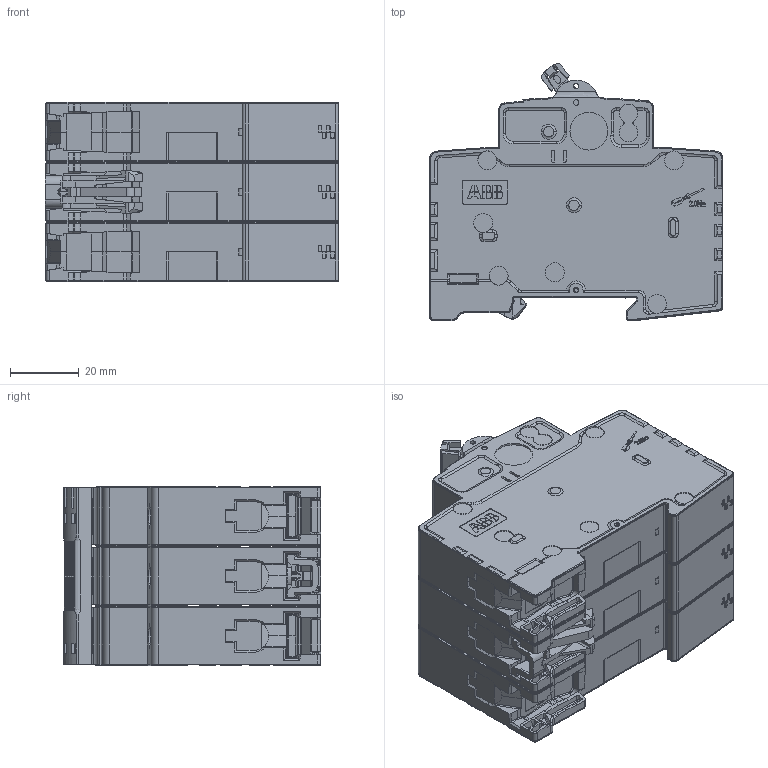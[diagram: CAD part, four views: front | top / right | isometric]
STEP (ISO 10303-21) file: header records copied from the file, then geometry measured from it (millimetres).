
FILE_DESCRIPTION((''),'2;1');
FILE_NAME('2CDS27X111_3-POLIG','2014-04-25T',('DEU121775'),(''),'PRO/ENGINEER BY PARAMETRIC TECHNOLOGY CORPORATION, 2011310','PRO/ENGINEER BY PARAMETRIC TECHNOLOGY CORPORATION, 2011310','');
FILE_SCHEMA(('AUTOMOTIVE_DESIGN_CC2 { 1 2 10303 214 -1 1 5 2 }'));
Products named in the file (1): 2CDS27X111_3-POLIG
Bounding box: 85.1 x 74.74 x 52.2 mm (x, y, z)
Volume: 226992.9 mm3; surface area: 48796.4 mm2
Topology: 1 solids, 1 shells, 5565 faces, 14850 edges, 9436 vertices
Faces by surface type: plane 2786, cylinder 1621, torus 456, bspline 345, cone 254, sphere 55, extrusion 48
Entity records: 201112 total; most frequent: CARTESIAN_POINT 56897, ORIENTED_EDGE 29676, DIRECTION 27349, EDGE_CURVE 14838, VERTEX_POINT 9436, VECTOR 9303, LINE 9255, AXIS2_PLACEMENT_3D 9023
